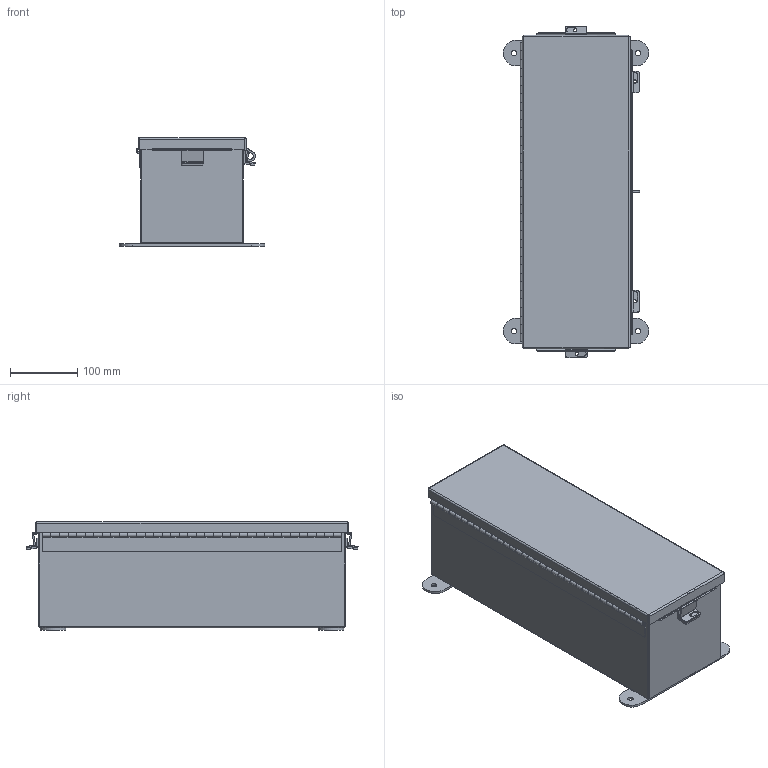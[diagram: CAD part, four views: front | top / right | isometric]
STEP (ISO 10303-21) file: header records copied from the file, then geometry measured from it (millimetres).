
FILE_DESCRIPTION (( 'STEP AP203' ), '1' );
FILE_NAME ('N060618SSCHTR.STEP', '2016-03-02T19:16:47', ( 'change1' ), ( 'Microsoft' ), 'SwSTEP 2.0', 'SolidWorks 2015', '' );
FILE_SCHEMA (( 'CONFIG_CONTROL_DESIGN' ));
Length unit declared in the file: inch
Products named in the file (13): N060618SSCHTR Mounting Bracket; N060618SSCHTR _JIC Hinge; N060618SSCHTR; N060618SSCHTR JIC_Cover_Template; N060618SSCHTR JIC Clamp Bracket; N060618SSCHTR JIC Cover Clamp; N060618SSCHTR JIC Top; N060618SSCHTR JIC Bottom; N060618SSCHTR JIC Enclosure Template; N060618SSCHTR HW-CD-S-25020-034; N060618SSCHTR Hinge Body Side; HW-CLH-JH-20154; N060618SSCHTR Hinge Cover Side JIC
Assembly tree (20 placements, depth 3):
  N060618SSCHTR
    N060618SSCHTR JIC Enclosure Template
    N060618SSCHTR _JIC Hinge
      N060618SSCHTR Hinge Body Side
      N060618SSCHTR Hinge Cover Side JIC
    N060618SSCHTR JIC_Cover_Template
    N060618SSCHTR JIC Clamp Bracket  x4
    N060618SSCHTR JIC Cover Clamp  x4
    N060618SSCHTR JIC Top
    N060618SSCHTR JIC Bottom
    N060618SSCHTR HW-CD-S-25020-034  x2
    HW-CLH-JH-20154
    N060618SSCHTR Mounting Bracket  x2
Bounding box: 215.9 x 492.93 x 160.96 mm (x, y, z)
Volume: 784500.3 mm3; surface area: 822441.4 mm2
Topology: 19 solids, 19 shells, 732 faces, 1793 edges, 1101 vertices
Faces by surface type: plane 453, cylinder 259, bspline 8, torus 8, cone 4
Entity records: 18922 total; most frequent: CARTESIAN_POINT 3343, DIRECTION 3005, ORIENTED_EDGE 2872, EDGE_CURVE 1436, LINE 1007, VECTOR 1007, AXIS2_PLACEMENT_3D 999, VERTEX_POINT 889
